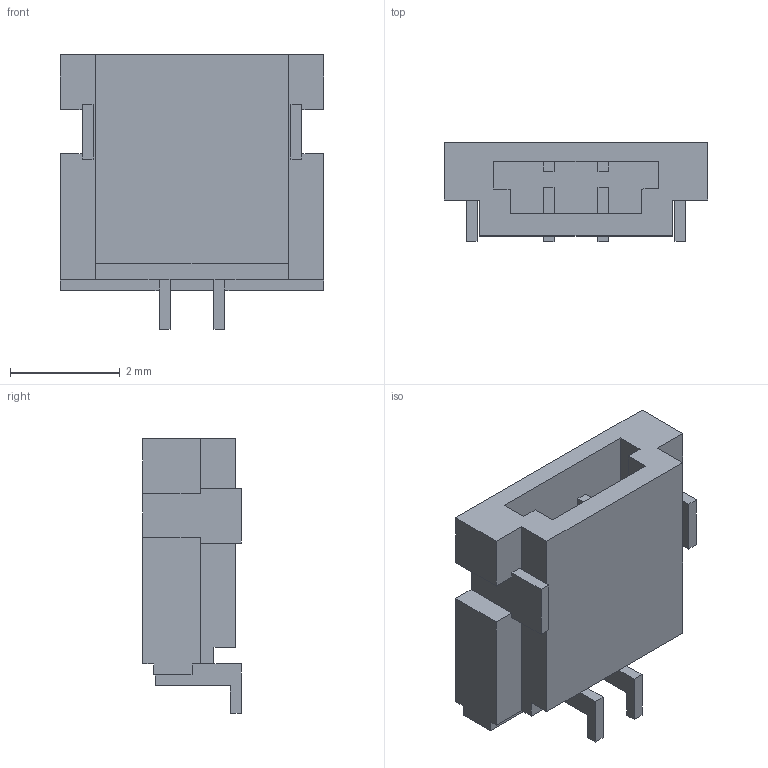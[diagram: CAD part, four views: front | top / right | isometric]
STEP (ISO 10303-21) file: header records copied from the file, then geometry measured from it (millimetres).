
FILE_DESCRIPTION (( 'STEP AP214' ), '1' );
FILE_NAME ('SM02B-SHLS.STEP', '2010-06-15T09:57:55', ( ' ' ), ( ' ' ), 'SwSTEP 2.0', 'SolidWorks 2005235', '' );
FILE_SCHEMA (( 'AUTOMOTIVE_DESIGN' ));
Length unit declared in the file: millimetre
Products named in the file (1): SM02B-SHLS
Bounding box: 4.8 x 1.8 x 5 mm (x, y, z)
Volume: 23.4 mm3; surface area: 106.8 mm2
Topology: 1 solids, 1 shells, 79 faces, 218 edges, 144 vertices
Faces by surface type: plane 79
Entity records: 3352 total; most frequent: CARTESIAN_POINT 442, ORIENTED_EDGE 436, DIRECTION 378, VECTOR 218, LINE 218, EDGE_CURVE 218, VERTEX_POINT 144, EDGE_LOOP 82
